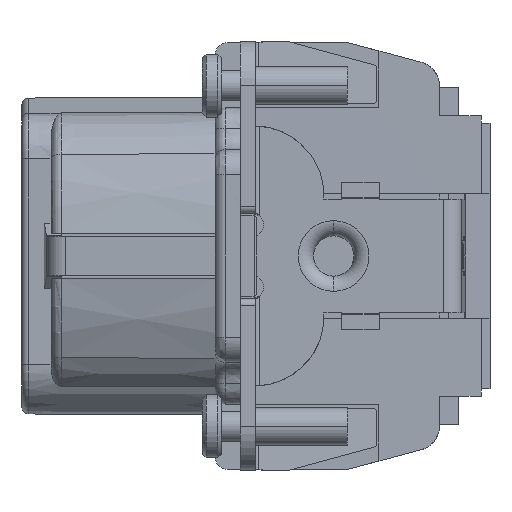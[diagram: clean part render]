
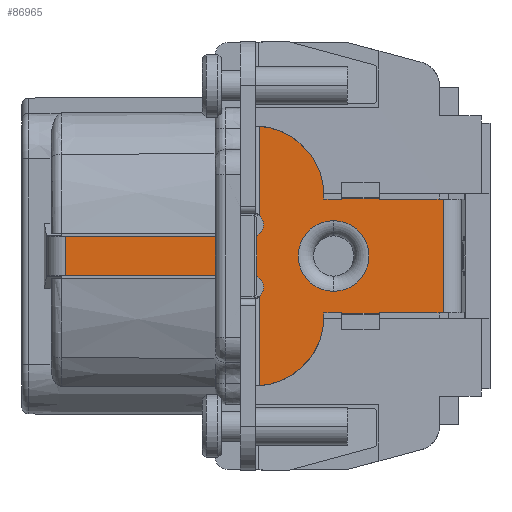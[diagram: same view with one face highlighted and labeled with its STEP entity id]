
A CAD part, left-side view. The second image highlights one B-rep face of the part: STEP entity #86965.
In plain terms, the highlighted planar face has unit normal (-1, 0, 0).
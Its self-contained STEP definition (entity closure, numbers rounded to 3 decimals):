
#28893=DIRECTION('',(0.,0.,-1.));
#28894=VECTOR('',#28893,7.085);
#28895=CARTESIAN_POINT('',(-33.15,15.8,-3.203));
#28896=LINE('',#28895,#28894);
#28971=DIRECTION('',(0.,-1.,0.));
#28972=VECTOR('',#28971,14.788);
#28973=CARTESIAN_POINT('',(-33.15,31.16,1.55));
#28974=LINE('',#28973,#28972);
#28975=CARTESIAN_POINT('',(-33.15,16.371,2.475));
#28976=DIRECTION('',(-1.,0.,0.));
#28977=DIRECTION('',(0.,0.,-1.));
#28978=AXIS2_PLACEMENT_3D('',#28975,#28976,#28977);
#28980=CARTESIAN_POINT('',(-33.15,16.171,4.8));
#28981=DIRECTION('',(1.,0.,0.));
#28982=DIRECTION('',(0.,-0.067,0.998));
#28983=AXIS2_PLACEMENT_3D('',#28980,#28981,#28982);
#28985=DIRECTION('',(0.,0.,-1.));
#28986=VECTOR('',#28985,0.3);
#28987=CARTESIAN_POINT('',(-33.15,10.671,4.8));
#28988=LINE('',#28987,#28986);
#28989=DIRECTION('',(0.,-1.,0.));
#28990=VECTOR('',#28989,1.4);
#28991=CARTESIAN_POINT('',(-33.15,10.671,4.5));
#28992=LINE('',#28991,#28990);
#28993=DIRECTION('',(0.,0.,1.));
#28994=VECTOR('',#28993,0.05);
#28995=CARTESIAN_POINT('',(-33.15,9.271,4.5));
#28996=LINE('',#28995,#28994);
#28997=DIRECTION('',(0.,0.,-1.));
#28998=VECTOR('',#28997,0.05);
#28999=CARTESIAN_POINT('',(-33.15,6.271,4.55));
#29000=LINE('',#28999,#28998);
#29001=DIRECTION('',(0.,-1.,0.));
#29002=VECTOR('',#29001,5.05);
#29003=CARTESIAN_POINT('',(-33.15,6.271,4.5));
#29004=LINE('',#29003,#29002);
#29005=DIRECTION('',(0.,1.,0.));
#29006=VECTOR('',#29005,5.05);
#29007=CARTESIAN_POINT('',(-33.15,1.221,-4.5));
#29008=LINE('',#29007,#29006);
#29009=DIRECTION('',(0.,0.,-1.));
#29010=VECTOR('',#29009,0.05);
#29011=CARTESIAN_POINT('',(-33.15,6.271,-4.5));
#29012=LINE('',#29011,#29010);
#29013=DIRECTION('',(0.,0.,1.));
#29014=VECTOR('',#29013,0.05);
#29015=CARTESIAN_POINT('',(-33.15,9.271,-4.55));
#29016=LINE('',#29015,#29014);
#29017=DIRECTION('',(0.,1.,0.));
#29018=VECTOR('',#29017,1.4);
#29019=CARTESIAN_POINT('',(-33.15,9.271,-4.5));
#29020=LINE('',#29019,#29018);
#29021=DIRECTION('',(0.,0.,-1.));
#29022=VECTOR('',#29021,0.3);
#29023=CARTESIAN_POINT('',(-33.15,10.671,-4.5));
#29024=LINE('',#29023,#29022);
#29025=CARTESIAN_POINT('',(-33.15,16.171,-4.8));
#29026=DIRECTION('',(1.,0.,0.));
#29027=DIRECTION('',(0.,-1.,0.));
#29028=AXIS2_PLACEMENT_3D('',#29025,#29026,#29027);
#29030=CARTESIAN_POINT('',(-33.15,16.371,-2.475));
#29031=DIRECTION('',(-1.,0.,0.));
#29032=DIRECTION('',(0.,-0.618,-0.787));
#29033=AXIS2_PLACEMENT_3D('',#29030,#29031,#29032);
#29035=DIRECTION('',(0.,1.,0.));
#29036=VECTOR('',#29035,14.788);
#29037=CARTESIAN_POINT('',(-33.15,16.371,-1.55));
#29038=LINE('',#29037,#29036);
#29039=CARTESIAN_POINT('',(-33.15,9.9,0.));
#29040=DIRECTION('',(-1.,0.,0.));
#29041=DIRECTION('',(0.,0.,1.));
#29042=AXIS2_PLACEMENT_3D('',#29039,#29040,#29041);
#29044=CARTESIAN_POINT('',(-33.15,9.9,0.));
#29045=DIRECTION('',(-1.,0.,0.));
#29046=DIRECTION('',(0.,0.,-1.));
#29047=AXIS2_PLACEMENT_3D('',#29044,#29045,#29046);
#29060=DIRECTION('',(0.,0.,-1.));
#29061=VECTOR('',#29060,3.1);
#29062=CARTESIAN_POINT('',(-33.15,31.16,1.55));
#29063=LINE('',#29062,#29061);
#29442=DIRECTION('',(0.,0.,-1.));
#29443=VECTOR('',#29442,7.085);
#29444=CARTESIAN_POINT('',(-33.15,15.8,10.287));
#29445=LINE('',#29444,#29443);
#30433=DIRECTION('',(0.,-1.,0.));
#30434=VECTOR('',#30433,3.);
#30435=CARTESIAN_POINT('',(-33.15,9.271,-4.55));
#30436=LINE('',#30435,#30434);
#30461=DIRECTION('',(0.,0.,1.));
#30462=VECTOR('',#30461,9.);
#30463=CARTESIAN_POINT('',(-33.15,1.221,-4.5));
#30464=LINE('',#30463,#30462);
#30783=DIRECTION('',(0.,1.,0.));
#30784=VECTOR('',#30783,3.);
#30785=CARTESIAN_POINT('',(-33.15,6.271,4.55));
#30786=LINE('',#30785,#30784);
#43743=CARTESIAN_POINT('',(-33.15,6.271,-4.55));
#43744=VERTEX_POINT('',#43743);
#43747=CARTESIAN_POINT('',(-33.15,9.271,-4.55));
#43748=VERTEX_POINT('',#43747);
#43782=CARTESIAN_POINT('',(-33.15,31.16,1.55));
#43783=VERTEX_POINT('',#43782);
#43784=CARTESIAN_POINT('',(-33.15,16.371,1.55));
#43785=VERTEX_POINT('',#43784);
#43786=CARTESIAN_POINT('',(-33.15,15.8,3.203));
#43787=VERTEX_POINT('',#43786);
#43798=CARTESIAN_POINT('',(-33.15,15.8,10.287));
#43799=VERTEX_POINT('',#43798);
#43800=CARTESIAN_POINT('',(-33.15,10.671,4.8));
#43801=VERTEX_POINT('',#43800);
#43802=CARTESIAN_POINT('',(-33.15,10.671,4.5));
#43803=VERTEX_POINT('',#43802);
#43804=CARTESIAN_POINT('',(-33.15,9.271,4.5));
#43805=VERTEX_POINT('',#43804);
#43806=CARTESIAN_POINT('',(-33.15,9.271,4.55));
#43807=VERTEX_POINT('',#43806);
#43820=CARTESIAN_POINT('',(-33.15,6.271,4.55));
#43822=VERTEX_POINT('',#43820);
#43826=CARTESIAN_POINT('',(-33.15,31.16,-1.55));
#43827=VERTEX_POINT('',#43826);
#43828=CARTESIAN_POINT('',(-33.15,6.271,4.5));
#43829=VERTEX_POINT('',#43828);
#43830=CARTESIAN_POINT('',(-33.15,1.221,4.5));
#43831=VERTEX_POINT('',#43830);
#43832=CARTESIAN_POINT('',(-33.15,1.221,-4.5));
#43833=VERTEX_POINT('',#43832);
#43834=CARTESIAN_POINT('',(-33.15,6.271,-4.5));
#43835=VERTEX_POINT('',#43834);
#43836=CARTESIAN_POINT('',(-33.15,9.271,-4.5));
#43837=VERTEX_POINT('',#43836);
#43838=CARTESIAN_POINT('',(-33.15,10.671,-4.5));
#43839=VERTEX_POINT('',#43838);
#43840=CARTESIAN_POINT('',(-33.15,10.671,-4.8));
#43841=VERTEX_POINT('',#43840);
#43842=CARTESIAN_POINT('',(-33.15,15.8,-10.287));
#43843=VERTEX_POINT('',#43842);
#43844=CARTESIAN_POINT('',(-33.15,15.8,-3.203));
#43845=VERTEX_POINT('',#43844);
#43846=CARTESIAN_POINT('',(-33.15,16.371,-1.55));
#43847=VERTEX_POINT('',#43846);
#43848=CARTESIAN_POINT('',(-33.15,9.9,2.8));
#43849=CARTESIAN_POINT('',(-33.15,9.9,-2.8));
#43850=VERTEX_POINT('',#43848);
#43851=VERTEX_POINT('',#43849);
#86912=CARTESIAN_POINT('',(-33.15,22.171,0.));
#86913=DIRECTION('',(-1.,0.,0.));
#86914=DIRECTION('',(0.,0.,-1.));
#86915=AXIS2_PLACEMENT_3D('',#86912,#86913,#86914);
#86916=PLANE('',#86915);
#86918=ORIENTED_EDGE('',*,*,#86917,.F.);
#86919=ORIENTED_EDGE('',*,*,#86627,.T.);
#86920=ORIENTED_EDGE('',*,*,#86647,.T.);
#86922=ORIENTED_EDGE('',*,*,#86921,.F.);
#86924=ORIENTED_EDGE('',*,*,#86923,.T.);
#86926=ORIENTED_EDGE('',*,*,#86925,.T.);
#86928=ORIENTED_EDGE('',*,*,#86927,.T.);
#86930=ORIENTED_EDGE('',*,*,#86929,.T.);
#86932=ORIENTED_EDGE('',*,*,#86931,.F.);
#86934=ORIENTED_EDGE('',*,*,#86933,.T.);
#86936=ORIENTED_EDGE('',*,*,#86935,.T.);
#86938=ORIENTED_EDGE('',*,*,#86937,.F.);
#86940=ORIENTED_EDGE('',*,*,#86939,.T.);
#86942=ORIENTED_EDGE('',*,*,#86941,.T.);
#86944=ORIENTED_EDGE('',*,*,#86943,.F.);
#86946=ORIENTED_EDGE('',*,*,#86945,.T.);
#86948=ORIENTED_EDGE('',*,*,#86947,.T.);
#86950=ORIENTED_EDGE('',*,*,#86949,.T.);
#86951=ORIENTED_EDGE('',*,*,#86905,.T.);
#86952=ORIENTED_EDGE('',*,*,#86805,.F.);
#86954=ORIENTED_EDGE('',*,*,#86953,.T.);
#86956=ORIENTED_EDGE('',*,*,#86955,.T.);
#86957=EDGE_LOOP('',(#86918,#86919,#86920,#86922,#86924,#86926,#86928,#86930,
#86932,#86934,#86936,#86938,#86940,#86942,#86944,#86946,#86948,#86950,#86951,
#86952,#86954,#86956));
#86958=FACE_OUTER_BOUND('',#86957,.F.);
#86960=ORIENTED_EDGE('',*,*,#86959,.T.);
#86962=ORIENTED_EDGE('',*,*,#86961,.T.);
#86963=EDGE_LOOP('',(#86960,#86962));
#86964=FACE_BOUND('',#86963,.F.);
#86965=ADVANCED_FACE('',(#86958,#86964),#86916,.T.);
#28979=CIRCLE('',#28978,0.925);
#28984=CIRCLE('',#28983,5.5);
#29029=CIRCLE('',#29028,5.5);
#29034=CIRCLE('',#29033,0.925);
#29043=CIRCLE('',#29042,2.8);
#29048=CIRCLE('',#29047,2.8);
#86627=EDGE_CURVE('',#43783,#43785,#28974,.T.);
#86647=EDGE_CURVE('',#43785,#43787,#28979,.T.);
#86805=EDGE_CURVE('',#43845,#43843,#28896,.T.);
#86905=EDGE_CURVE('',#43841,#43843,#29029,.T.);
#86917=EDGE_CURVE('',#43783,#43827,#29063,.T.);
#86921=EDGE_CURVE('',#43799,#43787,#29445,.T.);
#86923=EDGE_CURVE('',#43799,#43801,#28984,.T.);
#86925=EDGE_CURVE('',#43801,#43803,#28988,.T.);
#86927=EDGE_CURVE('',#43803,#43805,#28992,.T.);
#86929=EDGE_CURVE('',#43805,#43807,#28996,.T.);
#86931=EDGE_CURVE('',#43822,#43807,#30786,.T.);
#86933=EDGE_CURVE('',#43822,#43829,#29000,.T.);
#86935=EDGE_CURVE('',#43829,#43831,#29004,.T.);
#86937=EDGE_CURVE('',#43833,#43831,#30464,.T.);
#86939=EDGE_CURVE('',#43833,#43835,#29008,.T.);
#86941=EDGE_CURVE('',#43835,#43744,#29012,.T.);
#86943=EDGE_CURVE('',#43748,#43744,#30436,.T.);
#86945=EDGE_CURVE('',#43748,#43837,#29016,.T.);
#86947=EDGE_CURVE('',#43837,#43839,#29020,.T.);
#86949=EDGE_CURVE('',#43839,#43841,#29024,.T.);
#86953=EDGE_CURVE('',#43845,#43847,#29034,.T.);
#86955=EDGE_CURVE('',#43847,#43827,#29038,.T.);
#86959=EDGE_CURVE('',#43850,#43851,#29043,.T.);
#86961=EDGE_CURVE('',#43851,#43850,#29048,.T.);
